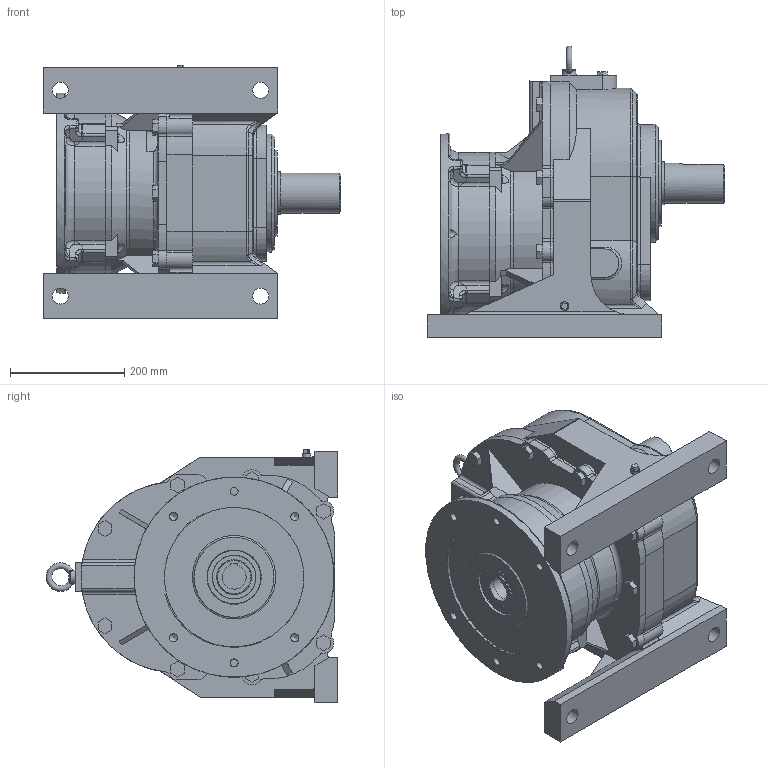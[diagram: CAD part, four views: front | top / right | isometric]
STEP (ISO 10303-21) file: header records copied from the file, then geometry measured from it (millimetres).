
FILE_DESCRIPTION (( 'STEP AP214' ), '1' );
FILE_NAME ('EK2DO08381H001_F1HM27_11KW_R30_defeature.stp', '2022-06-08T01:08:27', ( 'Windows 餌辨濠' ), ( '' ), 'SwSTEP 2.0', 'SolidWorks 2021', '' );
FILE_SCHEMA (( 'AUTOMOTIVE_DESIGN' ));
Length unit declared in the file: millimetre
Products named in the file (1): EK2DO08381H001_F1HM27_11KW_R30_defeature
Bounding box: 520 x 509.97 x 444 mm (x, y, z)
Volume: 37920732.4 mm3; surface area: 1151052.4 mm2
Topology: 1 solids, 2 shells, 726 faces, 1806 edges, 1093 vertices
Faces by surface type: plane 292, cylinder 263, bspline 81, torus 54, cone 31, sphere 5
Full cylindrical faces by diameter (mm): 4 x1, 14 x10, 28 x4, 52 x1, 60 x2, 70 x1, 75 x2, 76.3 x2, 80 x1, 93.7 x2, 95 x1, 150 x1, 206 x1, 350 x1
Entity records: 29207 total; most frequent: CARTESIAN_POINT 11468, ORIENTED_EDGE 3432, DIRECTION 3152, EDGE_CURVE 1716, AXIS2_PLACEMENT_3D 1162, VERTEX_POINT 1065, VECTOR 828, LINE 828
